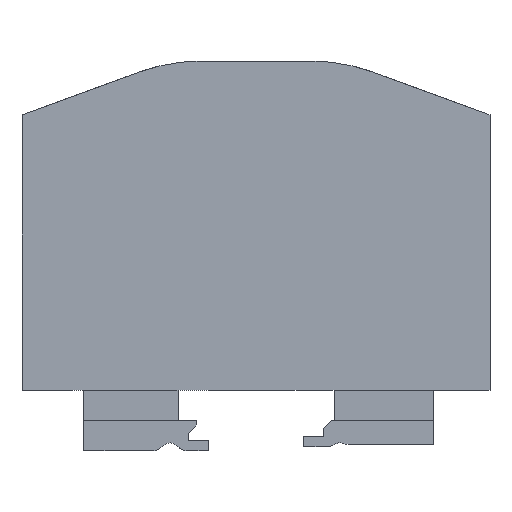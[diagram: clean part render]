
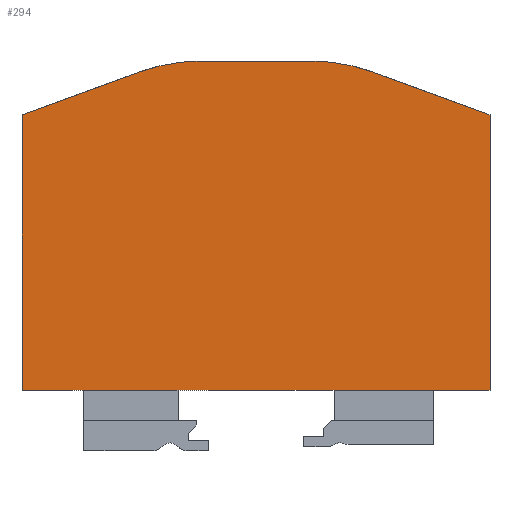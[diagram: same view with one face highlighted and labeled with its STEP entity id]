
A CAD part, left-side view. The second image highlights one B-rep face of the part: STEP entity #294.
In plain terms, the highlighted planar face has unit normal (-1, 0, 0).
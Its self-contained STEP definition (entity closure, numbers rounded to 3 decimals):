
#294 = ADVANCED_FACE( '', ( #772 ), #773, .F. );
#772 = FACE_OUTER_BOUND( '', #1270, .T. );
#773 = PLANE( '', #1271 );
#1270 = EDGE_LOOP( '', ( #3213, #3214, #3215, #3216, #3217, #3218, #3219, #3220 ) );
#1271 = AXIS2_PLACEMENT_3D( '', #3221, #3222, #3223 );
#3213 = ORIENTED_EDGE( '', *, *, #3784, .F. );
#3214 = ORIENTED_EDGE( '', *, *, #3874, .F. );
#3215 = ORIENTED_EDGE( '', *, *, #3590, .F. );
#3216 = ORIENTED_EDGE( '', *, *, #3604, .F. );
#3217 = ORIENTED_EDGE( '', *, *, #4026, .F. );
#3218 = ORIENTED_EDGE( '', *, *, #3611, .F. );
#3219 = ORIENTED_EDGE( '', *, *, #3627, .F. );
#3220 = ORIENTED_EDGE( '', *, *, #3881, .F. );
#3221 = CARTESIAN_POINT( '', ( 0., 0., 0. ) );
#3222 = DIRECTION( '', ( 1., 0., 0. ) );
#3223 = DIRECTION( '', ( 0., 0., -1. ) );
#3590 = EDGE_CURVE( '', #4408, #4410, #4411, .T. );
#3604 = EDGE_CURVE( '', #4435, #4408, #4437, .T. );
#3611 = EDGE_CURVE( '', #4447, #4449, #4450, .T. );
#3627 = EDGE_CURVE( '', #4476, #4447, #4478, .T. );
#3784 = EDGE_CURVE( '', #4751, #4753, #4754, .T. );
#3874 = EDGE_CURVE( '', #4410, #4751, #4898, .T. );
#3881 = EDGE_CURVE( '', #4753, #4476, #4905, .T. );
#4026 = EDGE_CURVE( '', #4449, #4435, #5141, .T. );
#4408 = VERTEX_POINT( '', #5718 );
#4410 = VERTEX_POINT( '', #5721 );
#4411 = LINE( '', #5722, #5723 );
#4435 = VERTEX_POINT( '', #5758 );
#4437 = CIRCLE( '', #5761, 18. );
#4447 = VERTEX_POINT( '', #5814 );
#4449 = VERTEX_POINT( '', #5817 );
#4450 = CIRCLE( '', #5818, 18. );
#4476 = VERTEX_POINT( '', #5855 );
#4478 = LINE( '', #5858, #5859 );
#4751 = VERTEX_POINT( '', #6284 );
#4753 = VERTEX_POINT( '', #6287 );
#4754 = LINE( '', #6288, #6289 );
#4898 = LINE( '', #6522, #6523 );
#4905 = LINE( '', #6536, #6537 );
#5141 = LINE( '', #6894, #6895 );
#5718 = CARTESIAN_POINT( '', ( 0., -11.482, 31.414 ) );
#5721 = CARTESIAN_POINT( '', ( 0., -23.1, 27.186 ) );
#5722 = CARTESIAN_POINT( '', ( 0., -11.482, 31.414 ) );
#5723 = VECTOR( '', #7270, 1. );
#5758 = CARTESIAN_POINT( '', ( 0., -5.326, 32.5 ) );
#5761 = AXIS2_PLACEMENT_3D( '', #7286, #7287, #7288 );
#5814 = CARTESIAN_POINT( '', ( 0., 11.482, 31.414 ) );
#5817 = CARTESIAN_POINT( '', ( 0., 5.326, 32.5 ) );
#5818 = AXIS2_PLACEMENT_3D( '', #7297, #7298, #7299 );
#5855 = CARTESIAN_POINT( '', ( 0., 23.1, 27.186 ) );
#5858 = CARTESIAN_POINT( '', ( 0., 23.1, 27.186 ) );
#5859 = VECTOR( '', #7321, 1. );
#6284 = CARTESIAN_POINT( '', ( 0., -23.1, 0. ) );
#6287 = CARTESIAN_POINT( '', ( 0., 23.1, 0. ) );
#6288 = CARTESIAN_POINT( '', ( 0., -23.1, 0. ) );
#6289 = VECTOR( '', #7484, 1. );
#6522 = CARTESIAN_POINT( '', ( 0., -23.1, 27.186 ) );
#6523 = VECTOR( '', #7574, 1. );
#6536 = CARTESIAN_POINT( '', ( 0., 23.1, 0. ) );
#6537 = VECTOR( '', #7581, 1. );
#6894 = CARTESIAN_POINT( '', ( 0., 5.326, 32.5 ) );
#6895 = VECTOR( '', #7772, 1. );
#7270 = DIRECTION( '', ( 0., -0.94, -0.342 ) );
#7286 = CARTESIAN_POINT( '', ( 0., -5.326, 14.5 ) );
#7287 = DIRECTION( '', ( 1., 0., 0. ) );
#7288 = DIRECTION( '', ( 0., 0., 1. ) );
#7297 = CARTESIAN_POINT( '', ( 0., 5.326, 14.5 ) );
#7298 = DIRECTION( '', ( 1., 0., 0. ) );
#7299 = DIRECTION( '', ( 0., 0.342, 0.94 ) );
#7321 = DIRECTION( '', ( 0., -0.94, 0.342 ) );
#7484 = DIRECTION( '', ( 0., 1., 0. ) );
#7574 = DIRECTION( '', ( 0., 0., -1. ) );
#7581 = DIRECTION( '', ( 0., 0., 1. ) );
#7772 = DIRECTION( '', ( 0., -1., 0. ) );
